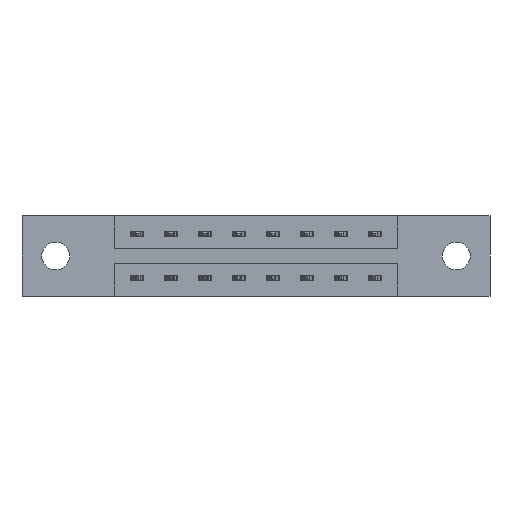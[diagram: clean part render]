
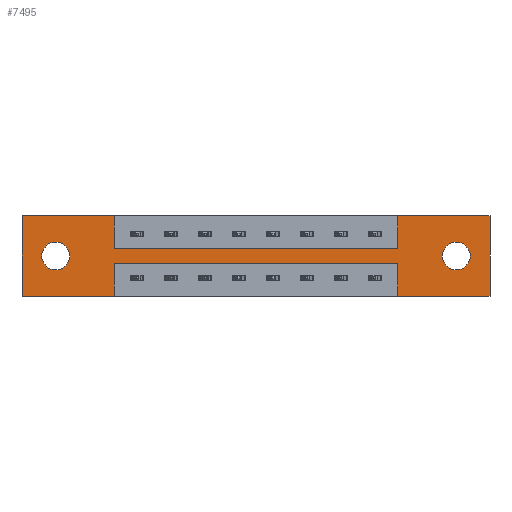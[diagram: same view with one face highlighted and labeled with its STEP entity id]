
A CAD part, front view. The second image highlights one B-rep face of the part: STEP entity #7495.
In plain terms, the highlighted planar face has unit normal (0, -1, 0).
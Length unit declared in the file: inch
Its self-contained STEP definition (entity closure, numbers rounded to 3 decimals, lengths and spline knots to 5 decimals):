
#72 = VERTEX_POINT ( 'NONE', #5530 ) ;
#136 = LINE ( 'NONE', #5466, #9369 ) ;
#143 = CIRCLE ( 'NONE', #982, 0.064 ) ;
#307 = CARTESIAN_POINT ( 'NONE',  ( 2.154, 0., 0. ) ) ;
#352 = CARTESIAN_POINT ( 'NONE',  ( 0.425, 0., -0.37 ) ) ;
#516 = DIRECTION ( 'NONE',  ( 0., 0., -1. ) ) ;
#560 = ORIENTED_EDGE ( 'NONE', *, *, #6167, .T. ) ;
#600 = DIRECTION ( 'NONE',  ( 0., 1., 0. ) ) ;
#620 = VECTOR ( 'NONE', #10055, 39.37008 ) ;
#838 = VECTOR ( 'NONE', #10073, 39.37008 ) ;
#878 = CARTESIAN_POINT ( 'NONE',  ( 0.425, 0., -0.22 ) ) ;
#904 = ORIENTED_EDGE ( 'NONE', *, *, #9478, .F. ) ;
#921 = ORIENTED_EDGE ( 'NONE', *, *, #9703, .F. ) ;
#982 = AXIS2_PLACEMENT_3D ( 'NONE', #2882, #3700, #4861 ) ;
#1020 = DIRECTION ( 'NONE',  ( 1., 0., 0. ) ) ;
#1150 = EDGE_CURVE ( 'NONE', #6863, #1646, #136, .T. ) ;
#1163 = EDGE_CURVE ( 'NONE', #1646, #72, #2823, .T. ) ;
#1245 = EDGE_CURVE ( 'NONE', #4728, #6863, #3184, .T. ) ;
#1417 = EDGE_CURVE ( 'NONE', #6400, #5187, #7970, .T. ) ;
#1559 = ORIENTED_EDGE ( 'NONE', *, *, #9594, .F. ) ;
#1588 = ORIENTED_EDGE ( 'NONE', *, *, #8275, .F. ) ;
#1646 = VERTEX_POINT ( 'NONE', #9351 ) ;
#1857 = VERTEX_POINT ( 'NONE', #3578 ) ;
#1888 = CARTESIAN_POINT ( 'NONE',  ( 2.154, 0., -0.37 ) ) ;
#1926 = LINE ( 'NONE', #6511, #3831 ) ;
#2112 = ORIENTED_EDGE ( 'NONE', *, *, #7163, .T. ) ;
#2139 = DIRECTION ( 'NONE',  ( 0., 0., 1. ) ) ;
#2169 = CIRCLE ( 'NONE', #2709, 0.064 ) ;
#2384 = LINE ( 'NONE', #9998, #838 ) ;
#2487 = EDGE_CURVE ( 'NONE', #5484, #9016, #5004, .T. ) ;
#2545 = CARTESIAN_POINT ( 'NONE',  ( 1.729, 0., 0. ) ) ;
#2561 = VECTOR ( 'NONE', #1020, 39.37008 ) ;
#2586 = ORIENTED_EDGE ( 'NONE', *, *, #1163, .F. ) ;
#2596 = CARTESIAN_POINT ( 'NONE',  ( 0., 0., -0.37 ) ) ;
#2604 = ORIENTED_EDGE ( 'NONE', *, *, #1150, .F. ) ;
#2709 = AXIS2_PLACEMENT_3D ( 'NONE', #8043, #600, #9272 ) ;
#2754 = DIRECTION ( 'NONE',  ( 0., -1., 0. ) ) ;
#2823 = LINE ( 'NONE', #9247, #620 ) ;
#2882 = CARTESIAN_POINT ( 'NONE',  ( 0.155, 0., -0.185 ) ) ;
#3096 = DIRECTION ( 'NONE',  ( 0., 1., 0. ) ) ;
#3184 = LINE ( 'NONE', #9946, #2561 ) ;
#3334 = FACE_BOUND ( 'NONE', #3788, .T. ) ;
#3366 = VERTEX_POINT ( 'NONE', #8398 ) ;
#3412 = LINE ( 'NONE', #352, #5113 ) ;
#3541 = VERTEX_POINT ( 'NONE', #7686 ) ;
#3549 = CARTESIAN_POINT ( 'NONE',  ( 0., 0., -0.37 ) ) ;
#3578 = CARTESIAN_POINT ( 'NONE',  ( 0.425, 0., -0.37 ) ) ;
#3619 = DIRECTION ( 'NONE',  ( -1., 0., 0. ) ) ;
#3696 = VECTOR ( 'NONE', #2139, 39.37008 ) ;
#3700 = DIRECTION ( 'NONE',  ( 0., 1., 0. ) ) ;
#3788 = EDGE_LOOP ( 'NONE', ( #5487, #2112 ) ) ;
#3831 = VECTOR ( 'NONE', #5744, 39.37008 ) ;
#4106 = PLANE ( 'NONE',  #4510 ) ;
#4202 = VECTOR ( 'NONE', #10064, 39.37008 ) ;
#4509 = DIRECTION ( 'NONE',  ( 0., 1., 0. ) ) ;
#4510 = AXIS2_PLACEMENT_3D ( 'NONE', #3549, #2754, #9218 ) ;
#4592 = VERTEX_POINT ( 'NONE', #1888 ) ;
#4728 = VERTEX_POINT ( 'NONE', #7807 ) ;
#4861 = DIRECTION ( 'NONE',  ( 0., 0., 1. ) ) ;
#4886 = CARTESIAN_POINT ( 'NONE',  ( 0., 0., -0.37 ) ) ;
#4942 = EDGE_LOOP ( 'NONE', ( #5055, #560 ) ) ;
#5004 = CIRCLE ( 'NONE', #7890, 0.064 ) ;
#5050 = VERTEX_POINT ( 'NONE', #2596 ) ;
#5055 = ORIENTED_EDGE ( 'NONE', *, *, #7307, .T. ) ;
#5113 = VECTOR ( 'NONE', #8588, 39.37008 ) ;
#5183 = ORIENTED_EDGE ( 'NONE', *, *, #9961, .F. ) ;
#5187 = VERTEX_POINT ( 'NONE', #10526 ) ;
#5260 = ORIENTED_EDGE ( 'NONE', *, *, #7468, .F. ) ;
#5417 = CIRCLE ( 'NONE', #6149, 0.064 ) ;
#5466 = CARTESIAN_POINT ( 'NONE',  ( 0.425, 0., 0. ) ) ;
#5484 = VERTEX_POINT ( 'NONE', #6707 ) ;
#5487 = ORIENTED_EDGE ( 'NONE', *, *, #2487, .T. ) ;
#5519 = DIRECTION ( 'NONE',  ( 0., 0., 1. ) ) ;
#5530 = CARTESIAN_POINT ( 'NONE',  ( 1.729, 0., -0.15 ) ) ;
#5532 = EDGE_CURVE ( 'NONE', #5187, #5552, #9279, .T. ) ;
#5534 = CARTESIAN_POINT ( 'NONE',  ( 0.425, 0., -0.22 ) ) ;
#5552 = VERTEX_POINT ( 'NONE', #878 ) ;
#5607 = EDGE_LOOP ( 'NONE', ( #9966, #9775, #6596, #904, #1588, #5260, #1559, #2586, #2604, #8705, #5183, #921 ) ) ;
#5642 = DIRECTION ( 'NONE',  ( -1., 0., 0. ) ) ;
#5744 = DIRECTION ( 'NONE',  ( 1., 0., 0. ) ) ;
#5751 = LINE ( 'NONE', #10216, #10218 ) ;
#6079 = CARTESIAN_POINT ( 'NONE',  ( 1.999, 0., -0.185 ) ) ;
#6149 = AXIS2_PLACEMENT_3D ( 'NONE', #7976, #3096, #5519 ) ;
#6167 = EDGE_CURVE ( 'NONE', #8533, #9374, #5417, .T. ) ;
#6372 = CARTESIAN_POINT ( 'NONE',  ( 1.729, 0., -0.37 ) ) ;
#6400 = VERTEX_POINT ( 'NONE', #10407 ) ;
#6511 = CARTESIAN_POINT ( 'NONE',  ( 0., 0., 0. ) ) ;
#6596 = ORIENTED_EDGE ( 'NONE', *, *, #1417, .F. ) ;
#6686 = LINE ( 'NONE', #307, #8862 ) ;
#6707 = CARTESIAN_POINT ( 'NONE',  ( 1.999, 0., -0.121 ) ) ;
#6863 = VERTEX_POINT ( 'NONE', #10343 ) ;
#7163 = EDGE_CURVE ( 'NONE', #9016, #5484, #2169, .T. ) ;
#7212 = FACE_OUTER_BOUND ( 'NONE', #5607, .T. ) ;
#7244 = CARTESIAN_POINT ( 'NONE',  ( 0.155, 0., -0.249 ) ) ;
#7307 = EDGE_CURVE ( 'NONE', #9374, #8533, #143, .T. ) ;
#7468 = EDGE_CURVE ( 'NONE', #3366, #3541, #1926, .T. ) ;
#7481 = FACE_BOUND ( 'NONE', #4942, .T. ) ;
#7495 = ADVANCED_FACE ( 'NONE', ( #3334, #7481, #7212 ), #4106, .T. ) ;
#7614 = DIRECTION ( 'NONE',  ( 0., 0., -1. ) ) ;
#7686 = CARTESIAN_POINT ( 'NONE',  ( 2.154, 0., 0. ) ) ;
#7807 = CARTESIAN_POINT ( 'NONE',  ( 0., 0., 0. ) ) ;
#7890 = AXIS2_PLACEMENT_3D ( 'NONE', #6079, #4509, #7614 ) ;
#7970 = LINE ( 'NONE', #6372, #3696 ) ;
#7976 = CARTESIAN_POINT ( 'NONE',  ( 0.155, 0., -0.185 ) ) ;
#8043 = CARTESIAN_POINT ( 'NONE',  ( 1.999, 0., -0.185 ) ) ;
#8275 = EDGE_CURVE ( 'NONE', #3541, #4592, #6686, .T. ) ;
#8398 = CARTESIAN_POINT ( 'NONE',  ( 1.729, 0., 0. ) ) ;
#8533 = VERTEX_POINT ( 'NONE', #7244 ) ;
#8588 = DIRECTION ( 'NONE',  ( 0., 0., -1. ) ) ;
#8705 = ORIENTED_EDGE ( 'NONE', *, *, #1245, .F. ) ;
#8862 = VECTOR ( 'NONE', #9322, 39.37008 ) ;
#9016 = VERTEX_POINT ( 'NONE', #10239 ) ;
#9041 = VECTOR ( 'NONE', #5642, 39.37008 ) ;
#9218 = DIRECTION ( 'NONE',  ( 0., 0., -1. ) ) ;
#9247 = CARTESIAN_POINT ( 'NONE',  ( 0.425, 0., -0.15 ) ) ;
#9272 = DIRECTION ( 'NONE',  ( 0., 0., -1. ) ) ;
#9279 = LINE ( 'NONE', #5534, #9041 ) ;
#9322 = DIRECTION ( 'NONE',  ( 0., 0., -1. ) ) ;
#9351 = CARTESIAN_POINT ( 'NONE',  ( 0.425, 0., -0.15 ) ) ;
#9369 = VECTOR ( 'NONE', #516, 39.37008 ) ;
#9374 = VERTEX_POINT ( 'NONE', #10308 ) ;
#9478 = EDGE_CURVE ( 'NONE', #4592, #6400, #10626, .T. ) ;
#9576 = VECTOR ( 'NONE', #10597, 39.37008 ) ;
#9594 = EDGE_CURVE ( 'NONE', #72, #3366, #10488, .T. ) ;
#9703 = EDGE_CURVE ( 'NONE', #1857, #5050, #5751, .T. ) ;
#9775 = ORIENTED_EDGE ( 'NONE', *, *, #5532, .F. ) ;
#9799 = EDGE_CURVE ( 'NONE', #5552, #1857, #3412, .T. ) ;
#9946 = CARTESIAN_POINT ( 'NONE',  ( 0., 0., 0. ) ) ;
#9961 = EDGE_CURVE ( 'NONE', #5050, #4728, #2384, .T. ) ;
#9966 = ORIENTED_EDGE ( 'NONE', *, *, #9799, .F. ) ;
#9998 = CARTESIAN_POINT ( 'NONE',  ( 0., 0., 0. ) ) ;
#10055 = DIRECTION ( 'NONE',  ( 1., 0., 0. ) ) ;
#10064 = DIRECTION ( 'NONE',  ( 0., 0., 1. ) ) ;
#10073 = DIRECTION ( 'NONE',  ( 0., 0., 1. ) ) ;
#10216 = CARTESIAN_POINT ( 'NONE',  ( 0., 0., -0.37 ) ) ;
#10218 = VECTOR ( 'NONE', #3619, 39.37008 ) ;
#10239 = CARTESIAN_POINT ( 'NONE',  ( 1.999, 0., -0.249 ) ) ;
#10308 = CARTESIAN_POINT ( 'NONE',  ( 0.155, 0., -0.121 ) ) ;
#10343 = CARTESIAN_POINT ( 'NONE',  ( 0.425, 0., 0. ) ) ;
#10407 = CARTESIAN_POINT ( 'NONE',  ( 1.729, 0., -0.37 ) ) ;
#10488 = LINE ( 'NONE', #2545, #4202 ) ;
#10526 = CARTESIAN_POINT ( 'NONE',  ( 1.729, 0., -0.22 ) ) ;
#10597 = DIRECTION ( 'NONE',  ( -1., 0., 0. ) ) ;
#10626 = LINE ( 'NONE', #4886, #9576 ) ;
